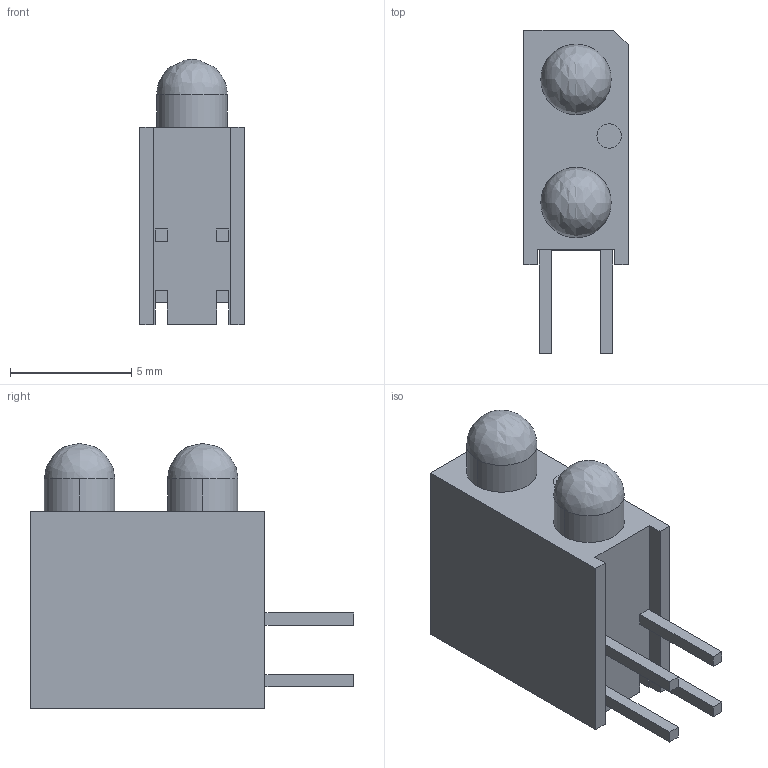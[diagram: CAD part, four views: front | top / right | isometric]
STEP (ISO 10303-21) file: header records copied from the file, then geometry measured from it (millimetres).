
FILE_DESCRIPTION(('FreeCAD Model'),'2;1');
FILE_NAME('红绿双��LED.step','2020-01-06T10:58:38',('Author'),(''), 'Open CASCADE STEP processor 7.3','FreeCAD','Unknown');
FILE_SCHEMA(('AUTOMOTIVE_DESIGN { 1 0 10303 214 1 1 1 1 }'));
Length unit declared in the file: millimetre
Products named in the file (1): User_Library-L-7104MD-2GD
Bounding box: 4.3 x 13.33 x 10.93 mm (x, y, z)
Volume: 347 mm3; surface area: 415.4 mm2
Topology: 1 solids, 1 shells, 46 faces, 117 edges, 74 vertices
Faces by surface type: plane 38, cylinder 6, bspline 2
Entity records: 3278 total; most frequent: CARTESIAN_POINT 634, DIRECTION 429, LINE 315, VECTOR 315, ORIENTED_EDGE 226, PCURVE 226, DEFINITIONAL_REPRESENTATION 226, EDGE_CURVE 113
